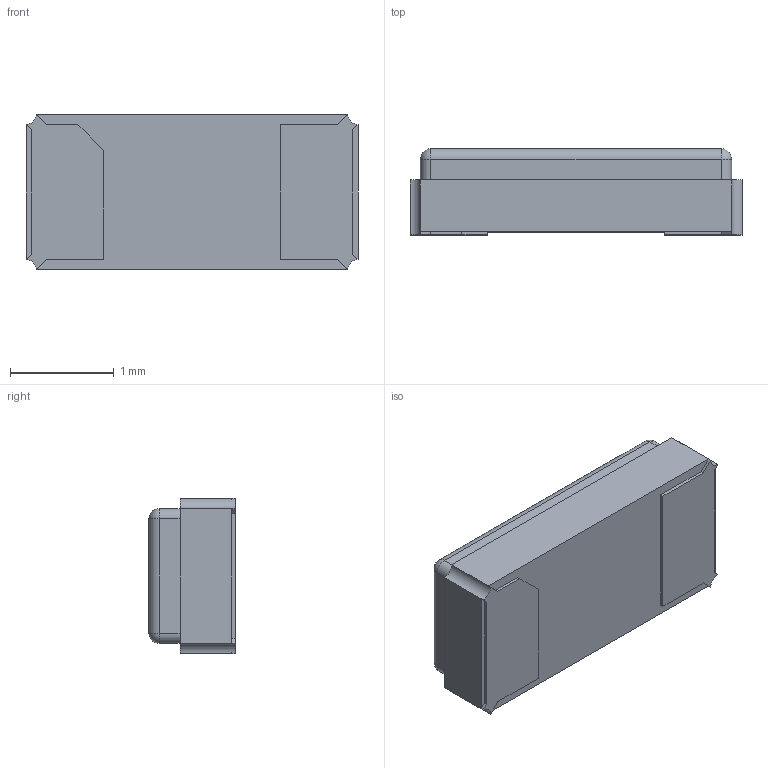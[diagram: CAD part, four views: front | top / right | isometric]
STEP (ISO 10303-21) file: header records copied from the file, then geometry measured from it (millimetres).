
FILE_DESCRIPTION(/* description */ (''),/* implementation_level */ '2;1');
FILE_NAME(/* name */ 'SO3215.stp',/* time_stamp */ '2024-12-17T14:20:13+01:00',/* author */ ('PaulT'),/* organization */ (''),/* preprocessor_version */ 'ST-DEVELOPER v20',/* originating_system */ 'Autodesk Inventor 2025',/* authorisation */ '');
FILE_SCHEMA (('AUTOMOTIVE_DESIGN { 1 0 10303 214 3 1 1 }'));
Length unit declared in the file: millimetre
Products named in the file (1): SO3215
Bounding box: 3.2 x 0.83 x 1.5 mm (x, y, z)
Volume: 3.6 mm3; surface area: 16.7 mm2
Topology: 1 solids, 1 shells, 191 faces, 508 edges, 332 vertices
Faces by surface type: plane 107, bspline 68, cylinder 12, sphere 4
Entity records: 6531 total; most frequent: CARTESIAN_POINT 2120, ORIENTED_EDGE 1016, DIRECTION 644, EDGE_CURVE 508, LINE 348, VECTOR 348, VERTEX_POINT 332, EDGE_LOOP 204
